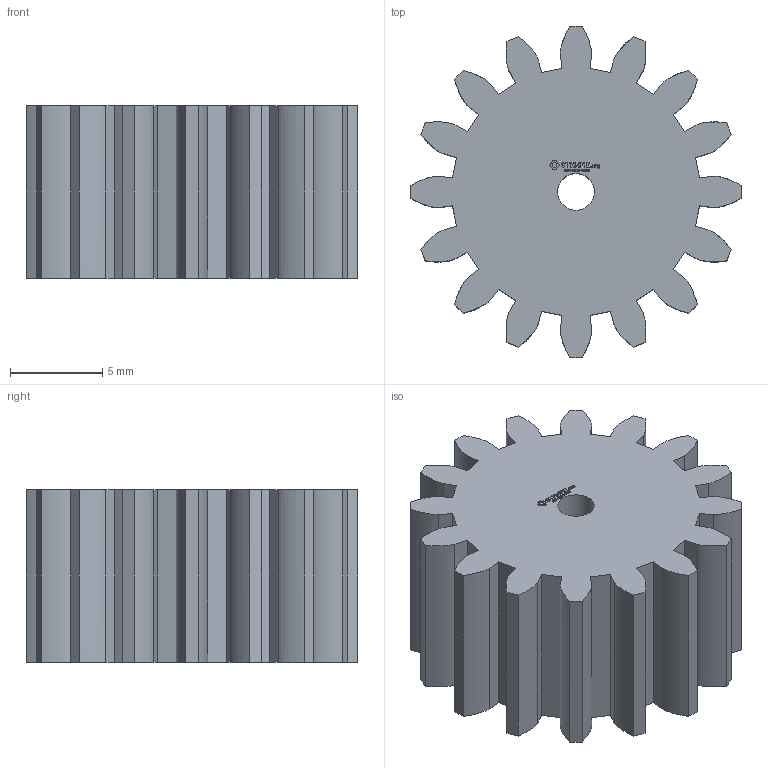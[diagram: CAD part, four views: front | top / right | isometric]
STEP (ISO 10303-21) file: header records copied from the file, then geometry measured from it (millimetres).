
FILE_DESCRIPTION(('FreeCAD Model'),'2;1');
FILE_NAME('Open CASCADE Shape Model','2024-03-09T17:22:55',(''),(''), 'Open CASCADE STEP processor 7.6','FreeCAD','Unknown');
FILE_SCHEMA(('AUTOMOTIVE_DESIGN { 1 0 10303 214 1 1 1 1 }'));
Length unit declared in the file: millimetre
Products named in the file (1): Gear Wheel PLN TTH16 BU00.75 SFT2.0mm - SPN-GWH-0043 (stemfie.org)
Bounding box: 17.99 x 17.99 x 9.38 mm (x, y, z)
Volume: 1791.8 mm3; surface area: 1429.3 mm2
Topology: 1 solids, 1 shells, 570 faces, 1611 edges, 1074 vertices
Faces by surface type: plane 327, extrusion 242, cylinder 1
Full cylindrical faces by diameter (mm): 2 x1
Entity records: 42993 total; most frequent: CARTESIAN_POINT 11638, DIRECTION 4767, VECTOR 4103, LINE 3861, ORIENTED_EDGE 3222, PCURVE 3222, DEFINITIONAL_REPRESENTATION 3222, EDGE_CURVE 1611
